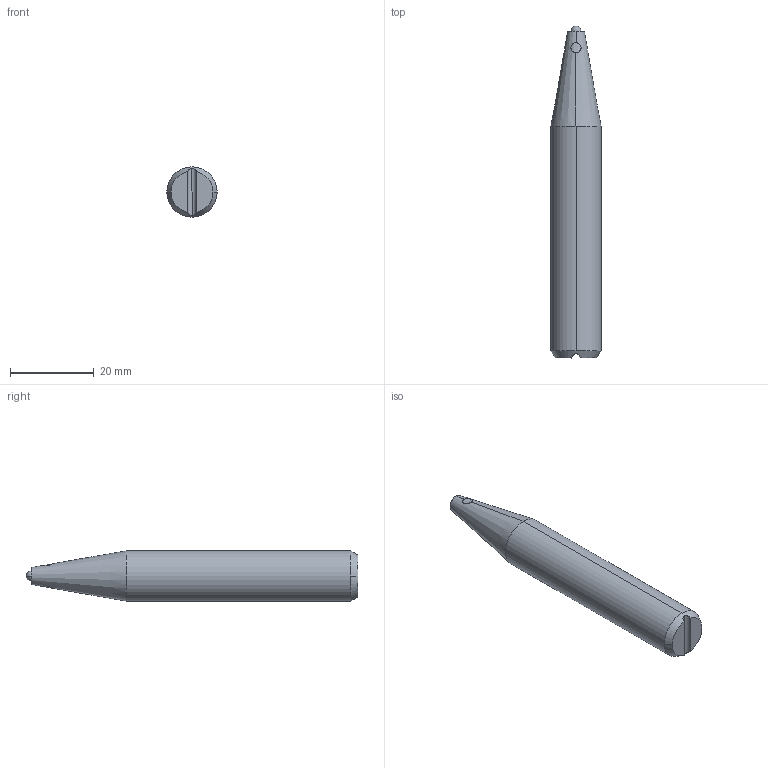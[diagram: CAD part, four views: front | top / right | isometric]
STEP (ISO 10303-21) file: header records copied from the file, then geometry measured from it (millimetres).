
FILE_DESCRIPTION (( 'STEP AP203' ), '1' );
FILE_NAME ('RT2_S12.STEP', '2024-04-15T12:09:20', ( '' ), ( '' ), 'SwSTEP 2.0', 'SolidWorks 2023', '' );
FILE_SCHEMA (( 'CONFIG_CONTROL_DESIGN' ));
Length unit declared in the file: millimetre
Products named in the file (1): RT2_S12
Bounding box: 12 x 79.2 x 12 mm (x, y, z)
Volume: 7447.6 mm3; surface area: 2773.6 mm2
Topology: 1 solids, 1 shells, 16 faces, 40 edges, 25 vertices
Faces by surface type: cone 7, cylinder 4, plane 3, sphere 2
Entity records: 658 total; most frequent: CARTESIAN_POINT 221, DIRECTION 78, ORIENTED_EDGE 72, EDGE_CURVE 36, AXIS2_PLACEMENT_3D 33, VERTEX_POINT 23, EDGE_LOOP 17, ADVANCED_FACE 16
